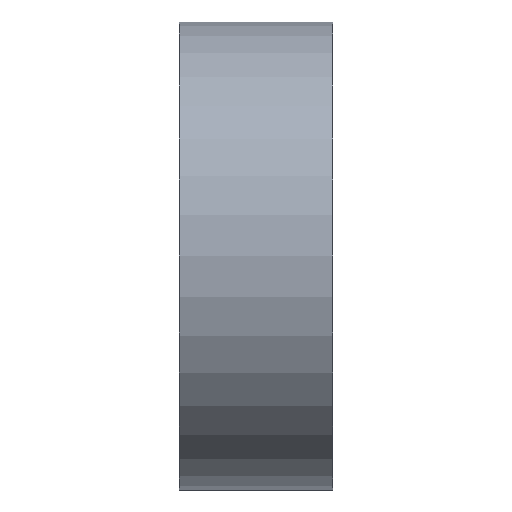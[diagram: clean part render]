
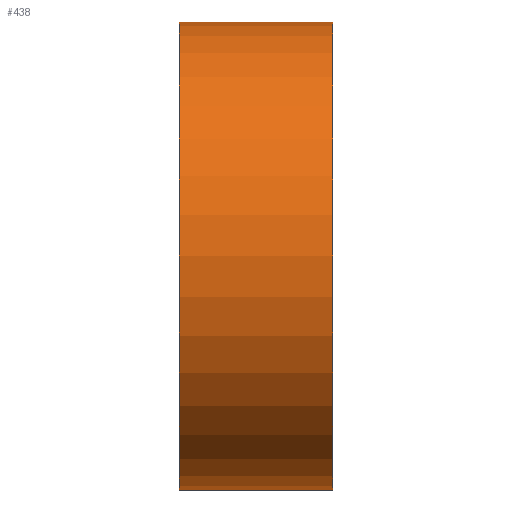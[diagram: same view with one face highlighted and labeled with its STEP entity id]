
A CAD part, left-side view. The second image highlights one B-rep face of the part: STEP entity #438.
In plain terms, the highlighted cylindrical face has radius 4.75 mm (diameter 9.5 mm), a partial arc.
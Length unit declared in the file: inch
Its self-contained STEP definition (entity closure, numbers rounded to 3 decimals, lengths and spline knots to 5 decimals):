
#13 = EDGE_LOOP ( 'NONE', ( #281, #319, #510, #408 ) ) ;
#27 = VECTOR ( 'NONE', #499, 39.37008 ) ;
#64 = VERTEX_POINT ( 'NONE', #325 ) ;
#100 = AXIS2_PLACEMENT_3D ( 'NONE', #250, #227, #184 ) ;
#132 = VERTEX_POINT ( 'NONE', #552 ) ;
#136 = VERTEX_POINT ( 'NONE', #538 ) ;
#146 = AXIS2_PLACEMENT_3D ( 'NONE', #481, #221, #195 ) ;
#164 = VERTEX_POINT ( 'NONE', #475 ) ;
#184 = DIRECTION ( 'NONE',  ( 0., 0., 1. ) ) ;
#195 = DIRECTION ( 'NONE',  ( 0., 0., 1. ) ) ;
#218 = AXIS2_PLACEMENT_3D ( 'NONE', #239, #309, #242 ) ;
#221 = DIRECTION ( 'NONE',  ( 0., 1., 0. ) ) ;
#227 = DIRECTION ( 'NONE',  ( 0., 1., 0. ) ) ;
#239 = CARTESIAN_POINT ( 'NONE',  ( 0., 0.0615, 0. ) ) ;
#242 = DIRECTION ( 'NONE',  ( 0., 0., -1. ) ) ;
#250 = CARTESIAN_POINT ( 'NONE',  ( 0., 0.0615, 0. ) ) ;
#262 = VECTOR ( 'NONE', #351, 39.37008 ) ;
#276 = LINE ( 'NONE', #357, #27 ) ;
#281 = ORIENTED_EDGE ( 'NONE', *, *, #544, .F. ) ;
#309 = DIRECTION ( 'NONE',  ( 0., -1., 0. ) ) ;
#319 = ORIENTED_EDGE ( 'NONE', *, *, #570, .F. ) ;
#325 = CARTESIAN_POINT ( 'NONE',  ( 0., -0.0615, 0.187 ) ) ;
#351 = DIRECTION ( 'NONE',  ( 0., -1., 0. ) ) ;
#357 = CARTESIAN_POINT ( 'NONE',  ( 0., 0.0615, 0.187 ) ) ;
#372 = CIRCLE ( 'NONE', #100, 0.187 ) ;
#385 = LINE ( 'NONE', #524, #262 ) ;
#408 = ORIENTED_EDGE ( 'NONE', *, *, #554, .T. ) ;
#438 = ADVANCED_FACE ( 'NONE', ( #560 ), #445, .T. ) ;
#445 = CYLINDRICAL_SURFACE ( 'NONE', #218, 0.187 ) ;
#475 = CARTESIAN_POINT ( 'NONE',  ( 0., 0.0615, 0.187 ) ) ;
#481 = CARTESIAN_POINT ( 'NONE',  ( 0., -0.0615, 0. ) ) ;
#492 = CIRCLE ( 'NONE', #146, 0.187 ) ;
#499 = DIRECTION ( 'NONE',  ( 0., -1., 0. ) ) ;
#510 = ORIENTED_EDGE ( 'NONE', *, *, #551, .T. ) ;
#524 = CARTESIAN_POINT ( 'NONE',  ( 0., 0.0615, -0.187 ) ) ;
#538 = CARTESIAN_POINT ( 'NONE',  ( 0., -0.0615, -0.187 ) ) ;
#544 = EDGE_CURVE ( 'NONE', #164, #64, #276, .T. ) ;
#551 = EDGE_CURVE ( 'NONE', #132, #136, #385, .T. ) ;
#552 = CARTESIAN_POINT ( 'NONE',  ( 0., 0.0615, -0.187 ) ) ;
#554 = EDGE_CURVE ( 'NONE', #136, #64, #492, .T. ) ;
#560 = FACE_OUTER_BOUND ( 'NONE', #13, .T. ) ;
#570 = EDGE_CURVE ( 'NONE', #132, #164, #372, .T. ) ;
